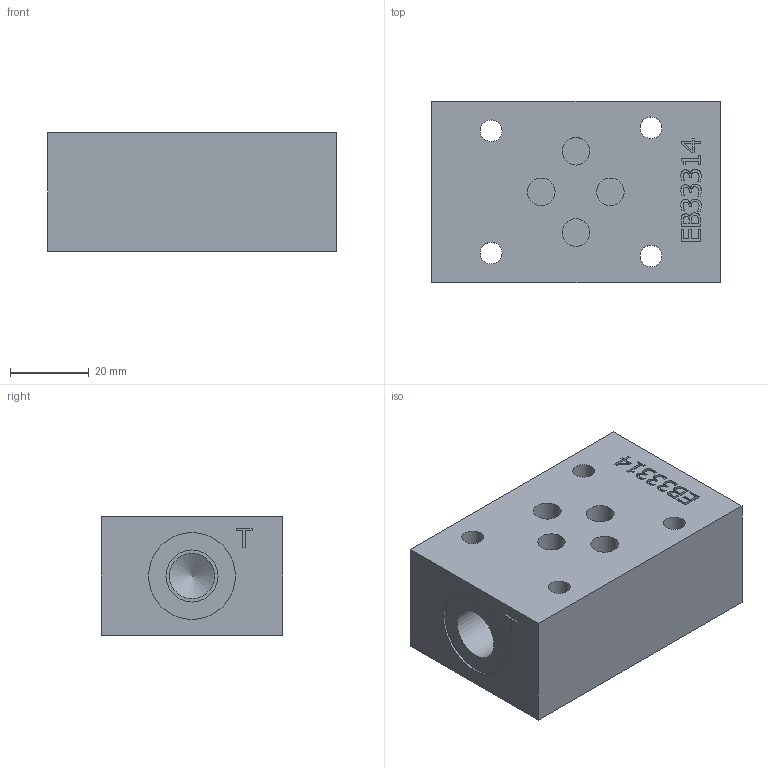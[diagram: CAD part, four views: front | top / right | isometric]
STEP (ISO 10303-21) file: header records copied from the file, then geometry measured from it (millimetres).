
FILE_DESCRIPTION(/* description */ (''),/* implementation_level */ '2;1');
FILE_NAME(/* name */ 'eb33314.stp',/* time_stamp */ '2016-05-10T15:42:25+02:00',/* author */ ('Lemoine2'),/* organization */ (''),/* preprocessor_version */ 'ST-DEVELOPER v16.1',/* originating_system */ 'Autodesk Inventor 2016',/* authorisation */ '');
FILE_SCHEMA (('AUTOMOTIVE_DESIGN { 1 0 10303 214 3 1 1 }'));
Length unit declared in the file: millimetre
Products named in the file (1): eb33314
Bounding box: 73 x 46 x 30 mm (x, y, z)
Volume: 90306.3 mm3; surface area: 18730 mm2
Topology: 1 solids, 1 shells, 225 faces, 583 edges, 389 vertices
Faces by surface type: plane 121, bspline 80, cylinder 22, cone 2
Full cylindrical faces by diameter (mm): 5.5 x4, 6.5 x4, 7 x4, 11.5 x2, 12 x4, 13.2 x2, 22 x2
Entity records: 7175 total; most frequent: CARTESIAN_POINT 2204, ORIENTED_EDGE 1108, DIRECTION 730, EDGE_CURVE 554, VERTEX_POINT 384, LINE 350, VECTOR 350, EDGE_LOOP 286
